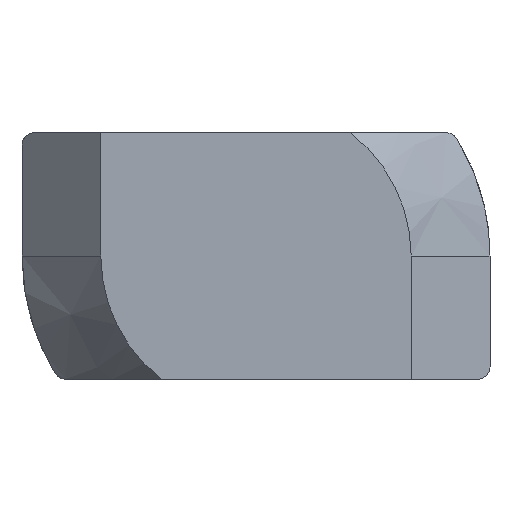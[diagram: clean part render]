
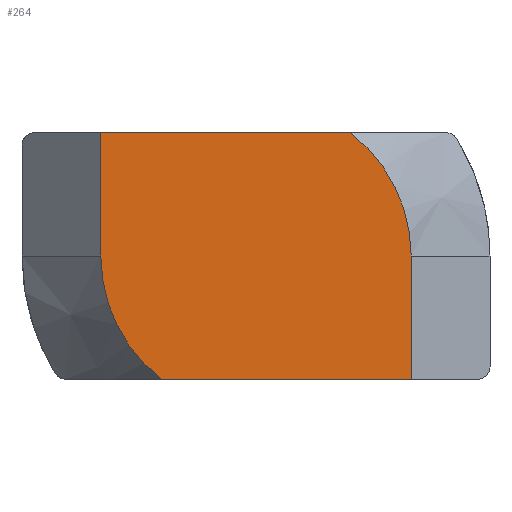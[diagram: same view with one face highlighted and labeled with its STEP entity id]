
A CAD part, front view. The second image highlights one B-rep face of the part: STEP entity #264.
In plain terms, the highlighted planar face has unit normal (0, -1, 0).
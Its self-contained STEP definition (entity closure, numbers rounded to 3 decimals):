
#13 = EDGE_CURVE ( 'NONE', #738, #381, #98, .T. ) ;
#19 = EDGE_CURVE ( 'NONE', #381, #484, #173, .T. ) ;
#26 = DIRECTION ( 'NONE',  ( 0., 0., 1. ) ) ;
#28 = AXIS2_PLACEMENT_3D ( 'NONE', #386, #670, #26 ) ;
#51 = VECTOR ( 'NONE', #828, 1000. ) ;
#55 = VERTEX_POINT ( 'NONE', #558 ) ;
#72 = VERTEX_POINT ( 'NONE', #573 ) ;
#78 = CARTESIAN_POINT ( 'NONE',  ( 6.3, -4.35, -5. ) ) ;
#97 = CARTESIAN_POINT ( 'NONE',  ( -3.833, -4.35, -5. ) ) ;
#98 = LINE ( 'NONE', #531, #734 ) ;
#127 = VECTOR ( 'NONE', #733, 1000. ) ;
#167 = DIRECTION ( 'NONE',  ( 0., 1., 0. ) ) ;
#173 = CIRCLE ( 'NONE', #28, 6.3 ) ;
#186 = CARTESIAN_POINT ( 'NONE',  ( 6.3, -4.35, 5. ) ) ;
#235 = CARTESIAN_POINT ( 'NONE',  ( -6.3, -4.35, 5. ) ) ;
#261 = DIRECTION ( 'NONE',  ( 0., 0., 1. ) ) ;
#264 = ADVANCED_FACE ( 'NONE', ( #328 ), #901, .F. ) ;
#309 = ORIENTED_EDGE ( 'NONE', *, *, #13, .T. ) ;
#328 = FACE_OUTER_BOUND ( 'NONE', #725, .T. ) ;
#330 = LINE ( 'NONE', #186, #51 ) ;
#333 = CARTESIAN_POINT ( 'NONE',  ( 3.833, -4.35, 5. ) ) ;
#381 = VERTEX_POINT ( 'NONE', #510 ) ;
#386 = CARTESIAN_POINT ( 'NONE',  ( 0., -4.35, 0. ) ) ;
#404 = ORIENTED_EDGE ( 'NONE', *, *, #543, .T. ) ;
#427 = VECTOR ( 'NONE', #592, 1000. ) ;
#454 = DIRECTION ( 'NONE',  ( 0., 0., -1. ) ) ;
#464 = CIRCLE ( 'NONE', #623, 6.3 ) ;
#469 = DIRECTION ( 'NONE',  ( 0., 1., 0. ) ) ;
#484 = VERTEX_POINT ( 'NONE', #97 ) ;
#510 = CARTESIAN_POINT ( 'NONE',  ( -6.3, -4.35, 0. ) ) ;
#512 = LINE ( 'NONE', #646, #127 ) ;
#531 = CARTESIAN_POINT ( 'NONE',  ( -6.3, -4.35, 5. ) ) ;
#543 = EDGE_CURVE ( 'NONE', #484, #72, #872, .T. ) ;
#558 = CARTESIAN_POINT ( 'NONE',  ( 6.3, -4.35, 0. ) ) ;
#573 = CARTESIAN_POINT ( 'NONE',  ( 6.3, -4.35, -5. ) ) ;
#592 = DIRECTION ( 'NONE',  ( 1., 0., 0. ) ) ;
#593 = EDGE_CURVE ( 'NONE', #738, #664, #330, .T. ) ;
#610 = EDGE_CURVE ( 'NONE', #664, #55, #464, .T. ) ;
#614 = ORIENTED_EDGE ( 'NONE', *, *, #610, .F. ) ;
#623 = AXIS2_PLACEMENT_3D ( 'NONE', #912, #469, #261 ) ;
#646 = CARTESIAN_POINT ( 'NONE',  ( 6.3, -4.35, 5. ) ) ;
#664 = VERTEX_POINT ( 'NONE', #333 ) ;
#670 = DIRECTION ( 'NONE',  ( 0., -1., 0. ) ) ;
#701 = ORIENTED_EDGE ( 'NONE', *, *, #593, .F. ) ;
#725 = EDGE_LOOP ( 'NONE', ( #309, #827, #404, #736, #614, #701 ) ) ;
#733 = DIRECTION ( 'NONE',  ( 0., 0., -1. ) ) ;
#734 = VECTOR ( 'NONE', #454, 1000. ) ;
#736 = ORIENTED_EDGE ( 'NONE', *, *, #821, .F. ) ;
#738 = VERTEX_POINT ( 'NONE', #235 ) ;
#741 = DIRECTION ( 'NONE',  ( 0., 0., 1. ) ) ;
#812 = CARTESIAN_POINT ( 'NONE',  ( 6.3, -4.35, 5. ) ) ;
#821 = EDGE_CURVE ( 'NONE', #55, #72, #512, .T. ) ;
#827 = ORIENTED_EDGE ( 'NONE', *, *, #19, .T. ) ;
#828 = DIRECTION ( 'NONE',  ( 1., 0., 0. ) ) ;
#872 = LINE ( 'NONE', #78, #427 ) ;
#899 = AXIS2_PLACEMENT_3D ( 'NONE', #812, #167, #741 ) ;
#901 = PLANE ( 'NONE',  #899 ) ;
#912 = CARTESIAN_POINT ( 'NONE',  ( 0., -4.35, 0. ) ) ;
